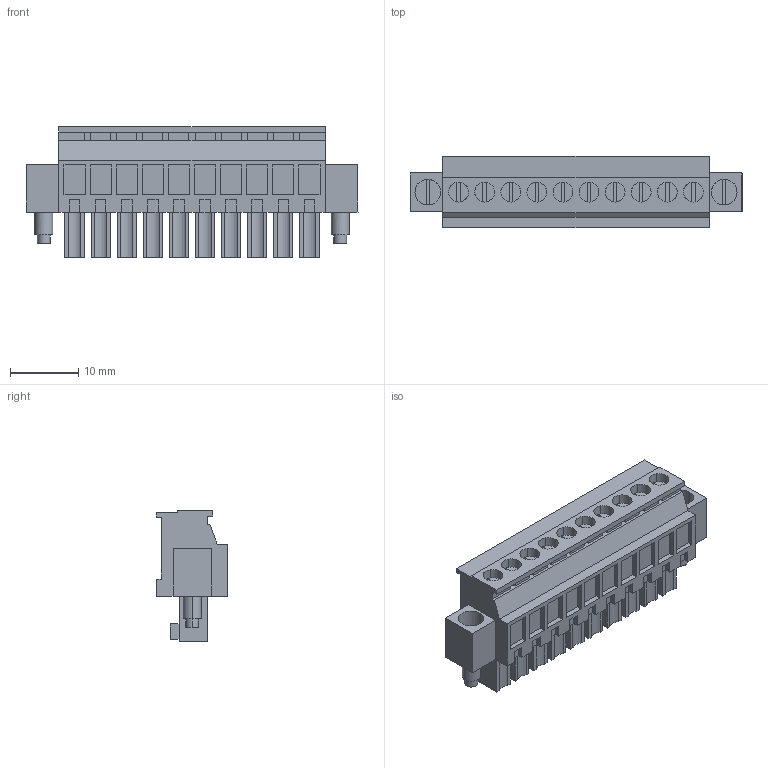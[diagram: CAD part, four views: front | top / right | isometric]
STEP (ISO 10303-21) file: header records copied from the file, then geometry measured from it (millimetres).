
FILE_DESCRIPTION(('CATIA V5 STEP Exchange','CAx-IF Rec.Pracs.--- Model Styling and Organization---1.2---2011-12-15'),'2;1');
FILE_NAME ('D1459695_0_1940540000_1940540000.stp','2017-04-12T09:44:24+00:00',('none'),('Weidmueller'),'CATIA Version 5-6 Release 2014','CATIA V5 STEP AP214','none');
FILE_SCHEMA(('AUTOMOTIVE_DESIGN { 1 0 10303 214 1 1 1 1 }'));
Length unit declared in the file: millimetre
Products named in the file (1): 1940540000
Bounding box: 48.49 x 10.45 x 19.1 mm (x, y, z)
Volume: 5132.9 mm3; surface area: 4347 mm2
Topology: 13 solids, 13 shells, 496 faces, 1272 edges, 860 vertices
Faces by surface type: plane 402, cylinder 94
Entity records: 14094 total; most frequent: CARTESIAN_POINT 2675, ORIENTED_EDGE 2544, DIRECTION 1894, EDGE_CURVE 1272, VECTOR 1036, LINE 1036, VERTEX_POINT 860, EDGE_LOOP 558
